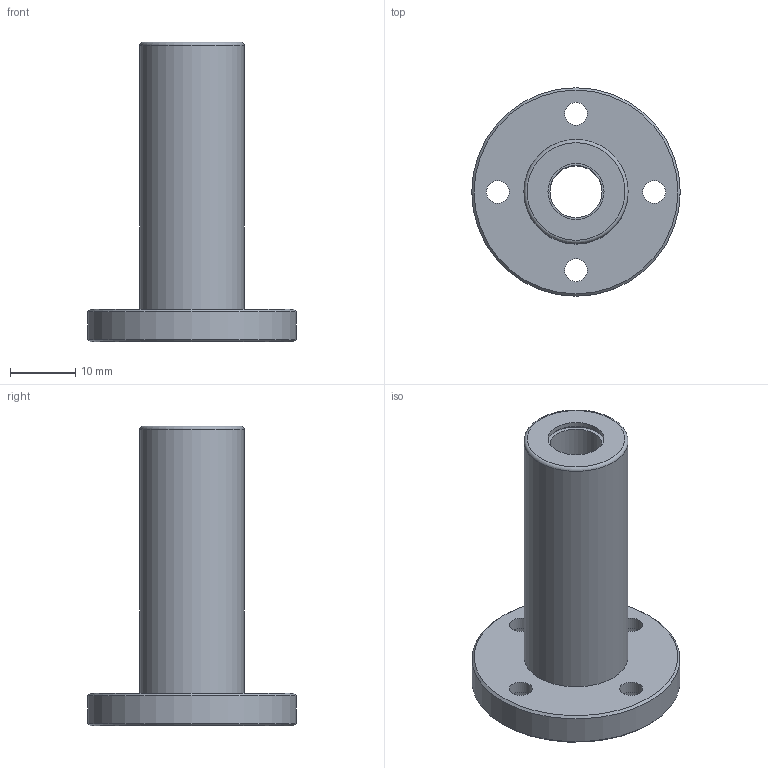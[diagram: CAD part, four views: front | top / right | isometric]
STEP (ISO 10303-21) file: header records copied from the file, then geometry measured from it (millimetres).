
FILE_DESCRIPTION(/* description */ ('STEP AP203'),/* implementation_level */ '2;1');
FILE_NAME(/* name */ 'LMEF8LUU',/* time_stamp */ '2022-08-12T04:33:01+02:00',/* author */ ('License CC BY-ND 4.0'),/* organization */ ('CADENAS'),/* preprocessor_version */ 'ST-DEVELOPER v18.102',/* originating_system */ 'PARTsolutions',/* authorisation */ ' ');
FILE_SCHEMA (('CONFIG_CONTROL_DESIGN'));
Length unit declared in the file: millimetre
Products named in the file (1): LMEF8LUU
Bounding box: 32 x 32 x 46 mm (x, y, z)
Volume: 9491.4 mm3; surface area: 5453.9 mm2
Topology: 1 solids, 1 shells, 29 faces, 52 edges, 34 vertices
Faces by surface type: cylinder 15, plane 11, cone 2, torus 1
Full cylindrical faces by diameter (mm): 3.5 x4, 6 x4, 8 x1, 8.6 x2, 9.2 x2, 16 x1, 32 x1
Entity records: 674 total; most frequent: DIRECTION 126, CARTESIAN_POINT 96, ORIENTED_EDGE 66, EDGE_LOOP 66, FACE_BOUND 66, AXIS2_PLACEMENT_3D 63, EDGE_CURVE 33, VERTEX_POINT 33
